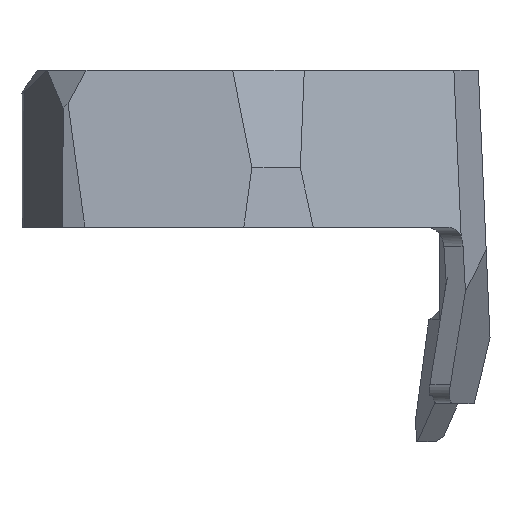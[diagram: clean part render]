
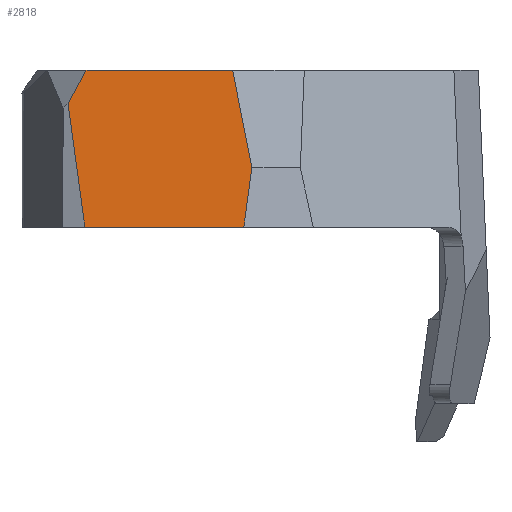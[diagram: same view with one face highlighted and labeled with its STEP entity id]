
A CAD part, top view. The second image highlights one B-rep face of the part: STEP entity #2818.
In plain terms, the highlighted planar face has unit normal (0, 0.038, 0.999).
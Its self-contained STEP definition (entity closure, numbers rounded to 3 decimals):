
#9 = CARTESIAN_POINT ( 'NONE',  ( -10.341, 35.699, 131.375 ) ) ;
#91 = EDGE_CURVE ( 'NONE', #403, #1682, #2126, .T. ) ;
#115 = VECTOR ( 'NONE', #2686, 1000. ) ;
#131 = LINE ( 'NONE', #147, #2717 ) ;
#147 = CARTESIAN_POINT ( 'NONE',  ( 4.187, 22.6, 131.876 ) ) ;
#387 = EDGE_CURVE ( 'NONE', #3365, #3263, #1360, .T. ) ;
#403 = VERTEX_POINT ( 'NONE', #9 ) ;
#441 = FACE_OUTER_BOUND ( 'NONE', #1124, .T. ) ;
#476 = ORIENTED_EDGE ( 'NONE', *, *, #91, .F. ) ;
#618 = VECTOR ( 'NONE', #2226, 1000. ) ;
#660 = VERTEX_POINT ( 'NONE', #840 ) ;
#739 = DIRECTION ( 'NONE',  ( 0.477, 0.878, -0.034 ) ) ;
#768 = CARTESIAN_POINT ( 'NONE',  ( -8.44, 39.2, 131.242 ) ) ;
#770 = CARTESIAN_POINT ( 'NONE',  ( 8.902, 27.45, 131.691 ) ) ;
#840 = CARTESIAN_POINT ( 'NONE',  ( 8.242, 22.6, 131.876 ) ) ;
#902 = ORIENTED_EDGE ( 'NONE', *, *, #3573, .F. ) ;
#949 = ORIENTED_EDGE ( 'NONE', *, *, #2914, .F. ) ;
#987 = VECTOR ( 'NONE', #739, 1000. ) ;
#1117 = AXIS2_PLACEMENT_3D ( 'NONE', #1892, #2129, #2926 ) ;
#1124 = EDGE_LOOP ( 'NONE', ( #949, #476, #902, #1248, #3026, #3393 ) ) ;
#1233 = CARTESIAN_POINT ( 'NONE',  ( 7.06, 39.2, 131.242 ) ) ;
#1248 = ORIENTED_EDGE ( 'NONE', *, *, #2223, .T. ) ;
#1260 = DIRECTION ( 'NONE',  ( 1., 0., 0. ) ) ;
#1360 = LINE ( 'NONE', #3033, #618 ) ;
#1682 = VERTEX_POINT ( 'NONE', #768 ) ;
#1880 = DIRECTION ( 'NONE',  ( 0.135, 0.99, -0.038 ) ) ;
#1892 = CARTESIAN_POINT ( 'NONE',  ( 8.474, 34.488, 131.422 ) ) ;
#1917 = LINE ( 'NONE', #2736, #2880 ) ;
#2075 = VERTEX_POINT ( 'NONE', #2613 ) ;
#2092 = VECTOR ( 'NONE', #1880, 1000. ) ;
#2126 = LINE ( 'NONE', #3213, #987 ) ;
#2129 = DIRECTION ( 'NONE',  ( 0., 0.038, 0.999 ) ) ;
#2144 = DIRECTION ( 'NONE',  ( 1., 0., 0. ) ) ;
#2145 = LINE ( 'NONE', #770, #2092 ) ;
#2223 = EDGE_CURVE ( 'NONE', #2075, #660, #131, .T. ) ;
#2226 = DIRECTION ( 'NONE',  ( -0.193, 0.98, -0.037 ) ) ;
#2505 = EDGE_CURVE ( 'NONE', #660, #3365, #2145, .T. ) ;
#2613 = CARTESIAN_POINT ( 'NONE',  ( -8.56, 22.6, 131.876 ) ) ;
#2686 = DIRECTION ( 'NONE',  ( -0.135, 0.99, -0.038 ) ) ;
#2704 = LINE ( 'NONE', #2935, #115 ) ;
#2717 = VECTOR ( 'NONE', #1260, 1000. ) ;
#2736 = CARTESIAN_POINT ( 'NONE',  ( 8.474, 39.2, 131.242 ) ) ;
#2818 = ADVANCED_FACE ( 'NONE', ( #441 ), #3500, .T. ) ;
#2880 = VECTOR ( 'NONE', #2144, 1000. ) ;
#2914 = EDGE_CURVE ( 'NONE', #1682, #3263, #1917, .T. ) ;
#2926 = DIRECTION ( 'NONE',  ( 1., 0., 0. ) ) ;
#2935 = CARTESIAN_POINT ( 'NONE',  ( -9.589, 30.166, 131.587 ) ) ;
#3026 = ORIENTED_EDGE ( 'NONE', *, *, #2505, .T. ) ;
#3033 = CARTESIAN_POINT ( 'NONE',  ( 8.753, 30.619, 131.57 ) ) ;
#3099 = CARTESIAN_POINT ( 'NONE',  ( 9.096, 28.88, 131.636 ) ) ;
#3213 = CARTESIAN_POINT ( 'NONE',  ( -9.057, 38.064, 131.285 ) ) ;
#3263 = VERTEX_POINT ( 'NONE', #1233 ) ;
#3365 = VERTEX_POINT ( 'NONE', #3099 ) ;
#3393 = ORIENTED_EDGE ( 'NONE', *, *, #387, .T. ) ;
#3500 = PLANE ( 'NONE',  #1117 ) ;
#3573 = EDGE_CURVE ( 'NONE', #2075, #403, #2704, .T. ) ;
